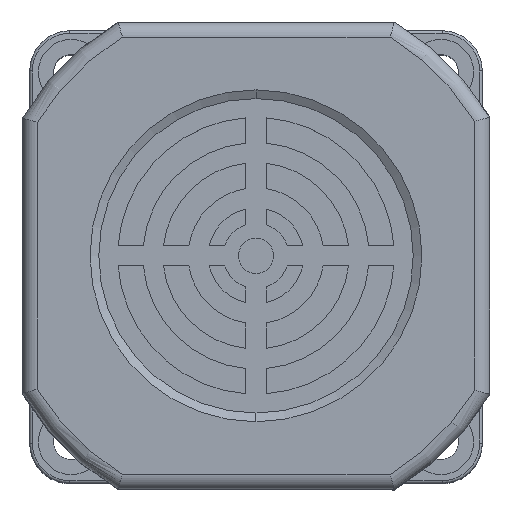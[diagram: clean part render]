
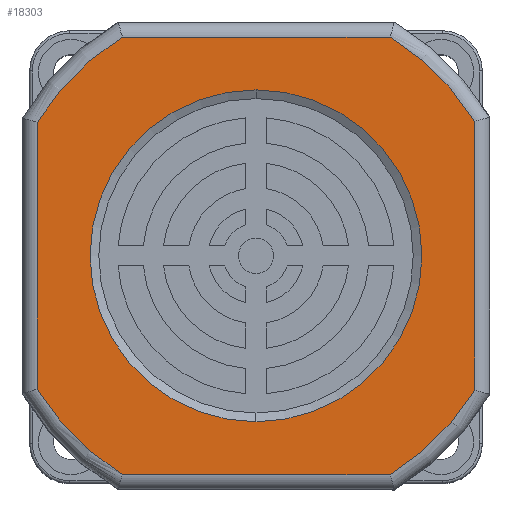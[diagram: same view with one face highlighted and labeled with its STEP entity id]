
A CAD part, top view. The second image highlights one B-rep face of the part: STEP entity #18303.
In plain terms, the highlighted face is planar.
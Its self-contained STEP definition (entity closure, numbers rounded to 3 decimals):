
#399 = VERTEX_POINT ( 'NONE', #13852 ) ;
#409 = EDGE_LOOP ( 'NONE', ( #17883, #13792, #13806, #13892, #13911, #13928, #14041, #14059 ) ) ;
#688 = DIRECTION ( 'NONE',  ( 0., 0., -1. ) ) ;
#705 = DIRECTION ( 'NONE',  ( 0., -1., 0. ) ) ;
#708 = CARTESIAN_POINT ( 'NONE',  ( 0., 0., 0. ) ) ;
#850 = CARTESIAN_POINT ( 'NONE',  ( -26.572, 0., 43.5 ) ) ;
#893 = DIRECTION ( 'NONE',  ( 0., 0., 1. ) ) ;
#938 = DIRECTION ( 'NONE',  ( 0., -1., 0. ) ) ;
#951 = CARTESIAN_POINT ( 'NONE',  ( 0.05, 0., 0. ) ) ;
#1192 = DIRECTION ( 'NONE',  ( -1., 0., 0. ) ) ;
#1235 = EDGE_LOOP ( 'NONE', ( #14148, #14166 ) ) ;
#1246 = DIRECTION ( 'NONE',  ( 0., 0., 1. ) ) ;
#1262 = DIRECTION ( 'NONE',  ( 0., -1., 0. ) ) ;
#1264 = CARTESIAN_POINT ( 'NONE',  ( 0.05, 0., 0. ) ) ;
#1302 = CARTESIAN_POINT ( 'NONE',  ( 0.05, 0., 43.5 ) ) ;
#1709 = CARTESIAN_POINT ( 'NONE',  ( 43.5, 0., 0. ) ) ;
#1872 = DIRECTION ( 'NONE',  ( 0., 0., 1. ) ) ;
#1877 = DIRECTION ( 'NONE',  ( 0., -1., 0. ) ) ;
#1889 = CARTESIAN_POINT ( 'NONE',  ( 0.05, 0., 0. ) ) ;
#1949 = DIRECTION ( 'NONE',  ( 0., 0., 1. ) ) ;
#1986 = DIRECTION ( 'NONE',  ( 1., 0., 0. ) ) ;
#1992 = CARTESIAN_POINT ( 'NONE',  ( 0.05, 0., -43.5 ) ) ;
#2011 = DIRECTION ( 'NONE',  ( 0., 0., 1. ) ) ;
#2055 = DIRECTION ( 'NONE',  ( 0., -1., 0. ) ) ;
#2061 = CARTESIAN_POINT ( 'NONE',  ( 0.05, 0., 0. ) ) ;
#2250 = DIRECTION ( 'NONE',  ( 0., 0., -1. ) ) ;
#2255 = CARTESIAN_POINT ( 'NONE',  ( -43.5, 0., 0. ) ) ;
#2431 = VERTEX_POINT ( 'NONE', #5073 ) ;
#2840 = FACE_BOUND ( 'NONE', #1235, .T. ) ;
#2858 = FACE_OUTER_BOUND ( 'NONE', #409, .T. ) ;
#3432 = VERTEX_POINT ( 'NONE', #15773 ) ;
#3749 = CARTESIAN_POINT ( 'NONE',  ( -26.572, 0., -43.5 ) ) ;
#4297 = VERTEX_POINT ( 'NONE', #3749 ) ;
#4345 = CARTESIAN_POINT ( 'NONE',  ( -43.5, 0., 26.54 ) ) ;
#5061 = DIRECTION ( 'NONE',  ( 0., 0., -1. ) ) ;
#5073 = CARTESIAN_POINT ( 'NONE',  ( 0., 0., 33. ) ) ;
#5253 = DIRECTION ( 'NONE',  ( 0., -1., 0. ) ) ;
#5362 = CARTESIAN_POINT ( 'NONE',  ( 0., 0., 0. ) ) ;
#5682 = CARTESIAN_POINT ( 'NONE',  ( 26.673, 0., -43.5 ) ) ;
#7060 = AXIS2_PLACEMENT_3D ( 'NONE', #8109, #7995, #7991 ) ;
#7846 = CIRCLE ( 'NONE', #9316, 33. ) ;
#7880 = CIRCLE ( 'NONE', #9346, 51. ) ;
#7975 = VECTOR ( 'NONE', #1192, 1000. ) ;
#7991 = DIRECTION ( 'NONE',  ( 0., 0., 1. ) ) ;
#7995 = DIRECTION ( 'NONE',  ( 0., 1., 0. ) ) ;
#8026 = CIRCLE ( 'NONE', #9369, 51. ) ;
#8042 = LINE ( 'NONE', #1302, #7975 ) ;
#8087 = LINE ( 'NONE', #1709, #8167 ) ;
#8107 = VECTOR ( 'NONE', #1986, 1000. ) ;
#8109 = CARTESIAN_POINT ( 'NONE',  ( 0.05, 0., 0. ) ) ;
#8139 = CIRCLE ( 'NONE', #9500, 51. ) ;
#8167 = VECTOR ( 'NONE', #1949, 1000. ) ;
#8180 = CIRCLE ( 'NONE', #9445, 51. ) ;
#8195 = LINE ( 'NONE', #2255, #8248 ) ;
#8201 = PLANE ( 'NONE',  #7060 ) ;
#8248 = VECTOR ( 'NONE', #2250, 1000. ) ;
#8281 = LINE ( 'NONE', #1992, #8107 ) ;
#9316 = AXIS2_PLACEMENT_3D ( 'NONE', #708, #705, #688 ) ;
#9346 = AXIS2_PLACEMENT_3D ( 'NONE', #951, #938, #893 ) ;
#9369 = AXIS2_PLACEMENT_3D ( 'NONE', #1264, #1262, #1246 ) ;
#9445 = AXIS2_PLACEMENT_3D ( 'NONE', #2061, #2055, #2011 ) ;
#9474 = CARTESIAN_POINT ( 'NONE',  ( -43.5, 0., -26.54 ) ) ;
#9500 = AXIS2_PLACEMENT_3D ( 'NONE', #1889, #1877, #1872 ) ;
#10570 = VERTEX_POINT ( 'NONE', #850 ) ;
#11358 = EDGE_CURVE ( 'NONE', #2431, #12158, #17983, .T. ) ;
#12158 = VERTEX_POINT ( 'NONE', #14563 ) ;
#13005 = CARTESIAN_POINT ( 'NONE',  ( 43.5, 0., -26.705 ) ) ;
#13519 = AXIS2_PLACEMENT_3D ( 'NONE', #5362, #5253, #5061 ) ;
#13792 = ORIENTED_EDGE ( 'NONE', *, *, #16532, .T. ) ;
#13806 = ORIENTED_EDGE ( 'NONE', *, *, #16555, .T. ) ;
#13852 = CARTESIAN_POINT ( 'NONE',  ( 26.673, 0., 43.5 ) ) ;
#13891 = VERTEX_POINT ( 'NONE', #5682 ) ;
#13892 = ORIENTED_EDGE ( 'NONE', *, *, #16562, .T. ) ;
#13911 = ORIENTED_EDGE ( 'NONE', *, *, #16591, .T. ) ;
#13928 = ORIENTED_EDGE ( 'NONE', *, *, #16621, .T. ) ;
#14006 = VERTEX_POINT ( 'NONE', #4345 ) ;
#14041 = ORIENTED_EDGE ( 'NONE', *, *, #16647, .T. ) ;
#14059 = ORIENTED_EDGE ( 'NONE', *, *, #16667, .T. ) ;
#14148 = ORIENTED_EDGE ( 'NONE', *, *, #16672, .F. ) ;
#14166 = ORIENTED_EDGE ( 'NONE', *, *, #11358, .F. ) ;
#14563 = CARTESIAN_POINT ( 'NONE',  ( 0., 0., -33. ) ) ;
#14668 = VERTEX_POINT ( 'NONE', #13005 ) ;
#14845 = VERTEX_POINT ( 'NONE', #9474 ) ;
#15773 = CARTESIAN_POINT ( 'NONE',  ( 43.5, 0., 26.705 ) ) ;
#16507 = EDGE_CURVE ( 'NONE', #14006, #14845, #8195, .T. ) ;
#16532 = EDGE_CURVE ( 'NONE', #14845, #4297, #8180, .T. ) ;
#16555 = EDGE_CURVE ( 'NONE', #4297, #13891, #8281, .T. ) ;
#16562 = EDGE_CURVE ( 'NONE', #13891, #14668, #8139, .T. ) ;
#16591 = EDGE_CURVE ( 'NONE', #14668, #3432, #8087, .T. ) ;
#16621 = EDGE_CURVE ( 'NONE', #3432, #399, #8026, .T. ) ;
#16647 = EDGE_CURVE ( 'NONE', #399, #10570, #8042, .T. ) ;
#16667 = EDGE_CURVE ( 'NONE', #10570, #14006, #7880, .T. ) ;
#16672 = EDGE_CURVE ( 'NONE', #12158, #2431, #7846, .T. ) ;
#17883 = ORIENTED_EDGE ( 'NONE', *, *, #16507, .T. ) ;
#17983 = CIRCLE ( 'NONE', #13519, 33. ) ;
#18303 = ADVANCED_FACE ( 'NONE', ( #2858, #2840 ), #8201, .F. ) ;
